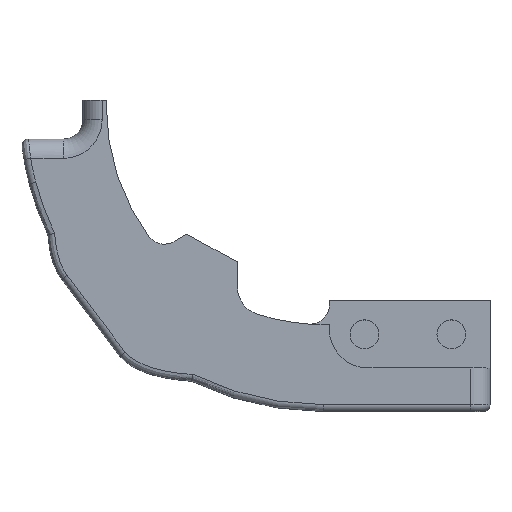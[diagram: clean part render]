
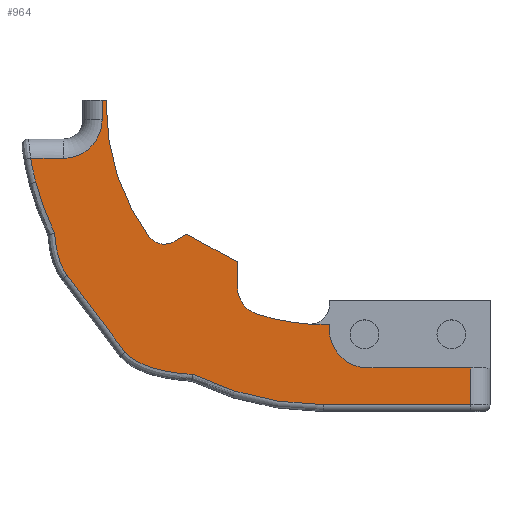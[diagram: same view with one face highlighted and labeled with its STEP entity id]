
A CAD part, top view. The second image highlights one B-rep face of the part: STEP entity #964.
In plain terms, the highlighted planar face has unit normal (0, 0, 1).
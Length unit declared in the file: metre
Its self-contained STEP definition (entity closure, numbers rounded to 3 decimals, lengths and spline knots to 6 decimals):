
#51=CIRCLE('',#1038,0.0154);
#52=CIRCLE('',#1039,0.0154);
#53=CIRCLE('',#1040,0.002);
#54=CIRCLE('',#1041,0.001);
#55=CIRCLE('',#1042,0.01125);
#56=CIRCLE('',#1043,0.0015);
#57=CIRCLE('',#1044,0.001);
#58=CIRCLE('',#1045,0.01125);
#59=CIRCLE('',#1046,0.002);
#104=PLANE('',#1037);
#127=B_SPLINE_CURVE_WITH_KNOTS('',3,(#1475,#1476,#1477,#1478),
 .UNSPECIFIED.,.F.,.F.,(4,4),(0.,0.002816),.UNSPECIFIED.);
#128=B_SPLINE_CURVE_WITH_KNOTS('',3,(#1480,#1481,#1482,#1483,#1484),
 .UNSPECIFIED.,.F.,.F.,(4,1,4),(0.,0.001153,0.002305),
 .UNSPECIFIED.);
#129=B_SPLINE_CURVE_WITH_KNOTS('',3,(#1488,#1489,#1490,#1491,#1492),
 .UNSPECIFIED.,.F.,.F.,(4,1,4),(0.,0.001922,0.003844),
 .UNSPECIFIED.);
#160=ORIENTED_EDGE('',*,*,#454,.T.);
#161=ORIENTED_EDGE('',*,*,#455,.T.);
#162=ORIENTED_EDGE('',*,*,#456,.T.);
#163=ORIENTED_EDGE('',*,*,#457,.T.);
#164=ORIENTED_EDGE('',*,*,#458,.T.);
#165=ORIENTED_EDGE('',*,*,#459,.T.);
#166=ORIENTED_EDGE('',*,*,#460,.T.);
#167=ORIENTED_EDGE('',*,*,#461,.T.);
#168=ORIENTED_EDGE('',*,*,#462,.T.);
#169=ORIENTED_EDGE('',*,*,#463,.T.);
#170=ORIENTED_EDGE('',*,*,#464,.T.);
#171=ORIENTED_EDGE('',*,*,#465,.T.);
#172=ORIENTED_EDGE('',*,*,#466,.T.);
#173=ORIENTED_EDGE('',*,*,#467,.T.);
#174=ORIENTED_EDGE('',*,*,#468,.F.);
#175=ORIENTED_EDGE('',*,*,#469,.T.);
#176=ORIENTED_EDGE('',*,*,#470,.T.);
#177=ORIENTED_EDGE('',*,*,#471,.T.);
#178=ORIENTED_EDGE('',*,*,#472,.T.);
#179=ORIENTED_EDGE('',*,*,#473,.T.);
#180=ORIENTED_EDGE('',*,*,#474,.F.);
#181=ORIENTED_EDGE('',*,*,#475,.F.);
#182=ORIENTED_EDGE('',*,*,#476,.F.);
#183=ORIENTED_EDGE('',*,*,#477,.T.);
#184=ORIENTED_EDGE('',*,*,#478,.T.);
#454=EDGE_CURVE('',#600,#601,#690,.T.);
#455=EDGE_CURVE('',#601,#602,#51,.T.);
#456=EDGE_CURVE('',#602,#603,#127,.T.);
#457=EDGE_CURVE('',#603,#604,#128,.T.);
#458=EDGE_CURVE('',#604,#605,#691,.F.);
#459=EDGE_CURVE('',#605,#606,#129,.T.);
#460=EDGE_CURVE('',#606,#607,#52,.T.);
#461=EDGE_CURVE('',#607,#608,#692,.F.);
#462=EDGE_CURVE('',#608,#609,#693,.T.);
#463=EDGE_CURVE('',#609,#610,#694,.T.);
#464=EDGE_CURVE('',#610,#611,#53,.F.);
#465=EDGE_CURVE('',#611,#612,#695,.T.);
#466=EDGE_CURVE('',#612,#613,#696,.T.);
#467=EDGE_CURVE('',#613,#614,#54,.F.);
#468=EDGE_CURVE('',#615,#614,#55,.T.);
#469=EDGE_CURVE('',#615,#616,#56,.F.);
#470=EDGE_CURVE('',#616,#617,#697,.T.);
#471=EDGE_CURVE('',#617,#618,#698,.T.);
#472=EDGE_CURVE('',#618,#619,#699,.T.);
#473=EDGE_CURVE('',#619,#620,#57,.F.);
#474=EDGE_CURVE('',#621,#620,#58,.T.);
#475=EDGE_CURVE('',#622,#621,#700,.T.);
#476=EDGE_CURVE('',#623,#622,#701,.T.);
#477=EDGE_CURVE('',#623,#624,#702,.F.);
#478=EDGE_CURVE('',#624,#600,#59,.F.);
#600=VERTEX_POINT('',#1471);
#601=VERTEX_POINT('',#1472);
#602=VERTEX_POINT('',#1474);
#603=VERTEX_POINT('',#1479);
#604=VERTEX_POINT('',#1485);
#605=VERTEX_POINT('',#1487);
#606=VERTEX_POINT('',#1493);
#607=VERTEX_POINT('',#1495);
#608=VERTEX_POINT('',#1497);
#609=VERTEX_POINT('',#1499);
#610=VERTEX_POINT('',#1501);
#611=VERTEX_POINT('',#1503);
#612=VERTEX_POINT('',#1505);
#613=VERTEX_POINT('',#1507);
#614=VERTEX_POINT('',#1509);
#615=VERTEX_POINT('',#1511);
#616=VERTEX_POINT('',#1513);
#617=VERTEX_POINT('',#1515);
#618=VERTEX_POINT('',#1517);
#619=VERTEX_POINT('',#1519);
#620=VERTEX_POINT('',#1521);
#621=VERTEX_POINT('',#1523);
#622=VERTEX_POINT('',#1525);
#623=VERTEX_POINT('',#1527);
#624=VERTEX_POINT('',#1529);
#690=LINE('',#1470,#761);
#691=LINE('',#1486,#762);
#692=LINE('',#1496,#763);
#693=LINE('',#1498,#764);
#694=LINE('',#1500,#765);
#695=LINE('',#1504,#766);
#696=LINE('',#1506,#767);
#697=LINE('',#1514,#768);
#698=LINE('',#1516,#769);
#699=LINE('',#1518,#770);
#700=LINE('',#1524,#771);
#701=LINE('',#1526,#772);
#702=LINE('',#1528,#773);
#761=VECTOR('',#1151,1.);
#762=VECTOR('',#1154,1.);
#763=VECTOR('',#1157,1.);
#764=VECTOR('',#1158,1.);
#765=VECTOR('',#1159,1.);
#766=VECTOR('',#1162,1.);
#767=VECTOR('',#1163,1.);
#768=VECTOR('',#1170,1.);
#769=VECTOR('',#1171,1.);
#770=VECTOR('',#1172,1.);
#771=VECTOR('',#1177,1.);
#772=VECTOR('',#1178,1.);
#773=VECTOR('',#1179,1.);
#829=EDGE_LOOP('',(#160,#161,#162,#163,#164,#165,#166,#167,#168,#169,#170,
#171,#172,#173,#174,#175,#176,#177,#178,#179,#180,#181,#182,#183,#184));
#895=FACE_BOUND('',#829,.T.);
#964=ADVANCED_FACE('',(#895),#104,.T.);
#1037=AXIS2_PLACEMENT_3D('',#1469,#1149,#1150);
#1038=AXIS2_PLACEMENT_3D('',#1473,#1152,#1153);
#1039=AXIS2_PLACEMENT_3D('',#1494,#1155,#1156);
#1040=AXIS2_PLACEMENT_3D('',#1502,#1160,#1161);
#1041=AXIS2_PLACEMENT_3D('',#1508,#1164,#1165);
#1042=AXIS2_PLACEMENT_3D('',#1510,#1166,#1167);
#1043=AXIS2_PLACEMENT_3D('',#1512,#1168,#1169);
#1044=AXIS2_PLACEMENT_3D('',#1520,#1173,#1174);
#1045=AXIS2_PLACEMENT_3D('',#1522,#1175,#1176);
#1046=AXIS2_PLACEMENT_3D('',#1530,#1180,#1181);
#1149=DIRECTION('',(0.,0.,1.));
#1150=DIRECTION('',(-1.,0.,0.));
#1151=DIRECTION('',(-1.,0.,0.));
#1152=DIRECTION('',(0.,0.,1.));
#1153=DIRECTION('',(-1.,0.,0.));
#1154=DIRECTION('',(-0.602,0.799,0.));
#1155=DIRECTION('',(0.,0.,1.));
#1156=DIRECTION('',(-1.,0.,0.));
#1157=DIRECTION('',(-1.,0.,0.));
#1158=DIRECTION('',(0.,1.,0.));
#1159=DIRECTION('',(-1.,0.,0.));
#1160=DIRECTION('',(0.,0.,1.));
#1161=DIRECTION('',(-1.,0.,0.));
#1162=DIRECTION('',(0.,1.,0.));
#1163=DIRECTION('',(-1.,-0.002,0.));
#1164=DIRECTION('',(0.,0.,1.));
#1165=DIRECTION('',(-1.,0.,0.));
#1166=DIRECTION('',(0.,0.,1.));
#1167=DIRECTION('',(-1.,0.,0.));
#1168=DIRECTION('',(0.,0.,1.));
#1169=DIRECTION('',(-1.,0.,0.));
#1170=DIRECTION('',(0.002,1.,0.));
#1171=DIRECTION('',(-0.877,0.481,0.));
#1172=DIRECTION('',(-0.86,-0.51,0.));
#1173=DIRECTION('',(0.,0.,1.));
#1174=DIRECTION('',(-1.,0.,0.));
#1175=DIRECTION('',(0.,0.,1.));
#1176=DIRECTION('',(-1.,0.,0.));
#1177=DIRECTION('',(0.,-1.,0.));
#1178=DIRECTION('',(1.,0.,0.));
#1179=DIRECTION('',(0.,1.,0.));
#1180=DIRECTION('',(0.,0.,1.));
#1181=DIRECTION('',(-1.,0.,0.));
#1469=CARTESIAN_POINT('',(0.127542,-0.144606,0.0059));
#1470=CARTESIAN_POINT('',(0.097084,-0.141591,0.0059));
#1471=CARTESIAN_POINT('',(0.09928,-0.141591,0.0059));
#1472=CARTESIAN_POINT('',(0.097576,-0.141591,0.0059));
#1473=CARTESIAN_POINT('',(0.112748,-0.138952,0.0059));
#1474=CARTESIAN_POINT('',(0.097844,-0.142828,0.0059));
#1475=CARTESIAN_POINT('',(0.097844,-0.142828,0.0059));
#1476=CARTESIAN_POINT('',(0.098081,-0.143737,0.0059));
#1477=CARTESIAN_POINT('',(0.098412,-0.144619,0.0059));
#1478=CARTESIAN_POINT('',(0.098813,-0.145469,0.0059));
#1479=CARTESIAN_POINT('',(0.098813,-0.145469,0.0059));
#1480=CARTESIAN_POINT('',(0.098813,-0.145469,0.0059));
#1481=CARTESIAN_POINT('',(0.098841,-0.145854,0.0059));
#1482=CARTESIAN_POINT('',(0.098945,-0.146617,0.0059));
#1483=CARTESIAN_POINT('',(0.099228,-0.147343,0.0059));
#1484=CARTESIAN_POINT('',(0.099469,-0.14765,0.0059));
#1485=CARTESIAN_POINT('',(0.099469,-0.14765,0.0059));
#1486=CARTESIAN_POINT('',(0.108165,-0.159198,0.0059));
#1487=CARTESIAN_POINT('',(0.102468,-0.151633,0.0059));
#1488=CARTESIAN_POINT('',(0.102468,-0.151633,0.0059));
#1489=CARTESIAN_POINT('',(0.102907,-0.152101,0.0059));
#1490=CARTESIAN_POINT('',(0.104107,-0.152594,0.0059));
#1491=CARTESIAN_POINT('',(0.105359,-0.15275,0.0059));
#1492=CARTESIAN_POINT('',(0.10599,-0.15279,0.0059));
#1493=CARTESIAN_POINT('',(0.10599,-0.15279,0.0059));
#1494=CARTESIAN_POINT('',(0.112748,-0.138952,0.0059));
#1495=CARTESIAN_POINT('',(0.112748,-0.154352,0.0059));
#1496=CARTESIAN_POINT('',(0.127542,-0.154352,0.0059));
#1497=CARTESIAN_POINT('',(0.120369,-0.154352,0.0059));
#1498=CARTESIAN_POINT('',(0.120369,-0.152452,0.0059));
#1499=CARTESIAN_POINT('',(0.120369,-0.152452,0.0059));
#1500=CARTESIAN_POINT('',(0.117208,-0.152452,0.0059));
#1501=CARTESIAN_POINT('',(0.115048,-0.152452,0.0059));
#1502=CARTESIAN_POINT('',(0.115048,-0.150452,0.0059));
#1503=CARTESIAN_POINT('',(0.113048,-0.150452,0.0059));
#1504=CARTESIAN_POINT('',(0.113048,-0.151314,0.0059));
#1505=CARTESIAN_POINT('',(0.113048,-0.150176,0.0059));
#1506=CARTESIAN_POINT('',(0.112561,-0.150177,0.0059));
#1507=CARTESIAN_POINT('',(0.112074,-0.150178,0.0059));
#1508=CARTESIAN_POINT('',(0.112048,-0.149178,0.0059));
#1509=CARTESIAN_POINT('',(0.11198,-0.150176,0.0059));
#1510=CARTESIAN_POINT('',(0.112748,-0.138952,0.0059));
#1511=CARTESIAN_POINT('',(0.109323,-0.149668,0.0059));
#1512=CARTESIAN_POINT('',(0.109779,-0.148239,0.0059));
#1513=CARTESIAN_POINT('',(0.108279,-0.148236,0.0059));
#1514=CARTESIAN_POINT('',(0.108277,-0.149351,0.0059));
#1515=CARTESIAN_POINT('',(0.108282,-0.146959,0.0059));
#1516=CARTESIAN_POINT('',(0.106967,-0.146238,0.0059));
#1517=CARTESIAN_POINT('',(0.105652,-0.145517,0.0059));
#1518=CARTESIAN_POINT('',(0.104671,-0.146098,0.0059));
#1519=CARTESIAN_POINT('',(0.10501,-0.145898,0.0059));
#1520=CARTESIAN_POINT('',(0.1045,-0.145038,0.0059));
#1521=CARTESIAN_POINT('',(0.103695,-0.145631,0.0059));
#1522=CARTESIAN_POINT('',(0.112748,-0.138952,0.0059));
#1523=CARTESIAN_POINT('',(0.101498,-0.138952,0.0059));
#1524=CARTESIAN_POINT('',(0.101498,-0.138591,0.0059));
#1525=CARTESIAN_POINT('',(0.101498,-0.138591,0.0059));
#1526=CARTESIAN_POINT('',(0.10028,-0.138591,0.0059));
#1527=CARTESIAN_POINT('',(0.10128,-0.138591,0.0059));
#1528=CARTESIAN_POINT('',(0.10128,-0.139591,0.0059));
#1529=CARTESIAN_POINT('',(0.10128,-0.139591,0.0059));
#1530=CARTESIAN_POINT('',(0.09928,-0.139591,0.0059));
